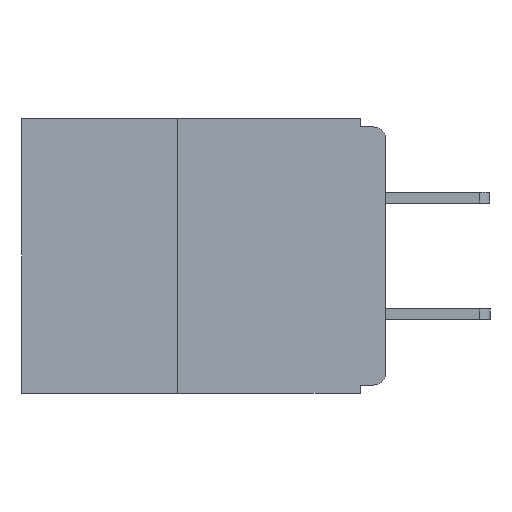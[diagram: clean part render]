
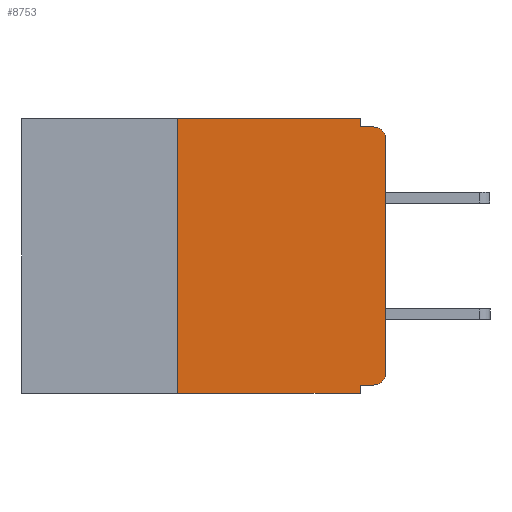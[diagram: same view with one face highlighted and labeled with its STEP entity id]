
A CAD part, left-side view. The second image highlights one B-rep face of the part: STEP entity #8753.
In plain terms, the highlighted planar face has unit normal (-1, 0, 0).
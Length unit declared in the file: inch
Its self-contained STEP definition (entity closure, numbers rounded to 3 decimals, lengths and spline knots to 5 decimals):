
#195 = EDGE_LOOP ( 'NONE', ( #21330, #7572, #3602, #22591, #21975, #1582, #2684, #12262, #7201, #16019 ) ) ;
#416 = LINE ( 'NONE', #6421, #10944 ) ;
#480 = VERTEX_POINT ( 'NONE', #2678 ) ;
#1116 = FACE_OUTER_BOUND ( 'NONE', #195, .T. ) ;
#1220 = VERTEX_POINT ( 'NONE', #5080 ) ;
#1315 = VECTOR ( 'NONE', #4655, 39.37008 ) ;
#1391 = CARTESIAN_POINT ( 'NONE',  ( 0., 0.437, 0. ) ) ;
#1582 = ORIENTED_EDGE ( 'NONE', *, *, #11825, .F. ) ;
#1949 = DIRECTION ( 'NONE',  ( 0., 0., -1. ) ) ;
#1971 = VERTEX_POINT ( 'NONE', #14635 ) ;
#2354 = EDGE_CURVE ( 'NONE', #1971, #1220, #11076, .T. ) ;
#2645 = DIRECTION ( 'NONE',  ( 0., 0., -1. ) ) ;
#2678 = CARTESIAN_POINT ( 'NONE',  ( 0., 0.015, -0.01 ) ) ;
#2684 = ORIENTED_EDGE ( 'NONE', *, *, #24495, .T. ) ;
#3165 = CARTESIAN_POINT ( 'NONE',  ( 0., 0.031, 0. ) ) ;
#3202 = LINE ( 'NONE', #8507, #1315 ) ;
#3373 = CARTESIAN_POINT ( 'NONE',  ( 0., 0., -0.025 ) ) ;
#3602 = ORIENTED_EDGE ( 'NONE', *, *, #12757, .F. ) ;
#4285 = VERTEX_POINT ( 'NONE', #15579 ) ;
#4438 = LINE ( 'NONE', #14039, #19393 ) ;
#4572 = CARTESIAN_POINT ( 'NONE',  ( 0., 0.25, -0.33 ) ) ;
#4655 = DIRECTION ( 'NONE',  ( 0., 0., 1. ) ) ;
#5080 = CARTESIAN_POINT ( 'NONE',  ( 0., 0.031, -0.01 ) ) ;
#5402 = EDGE_CURVE ( 'NONE', #18399, #13347, #23206, .T. ) ;
#5439 = DIRECTION ( 'NONE',  ( -1., 0., 0. ) ) ;
#5539 = CARTESIAN_POINT ( 'NONE',  ( 0., 0., -0.305 ) ) ;
#6421 = CARTESIAN_POINT ( 'NONE',  ( 0., 0., -0.01 ) ) ;
#7201 = ORIENTED_EDGE ( 'NONE', *, *, #5402, .F. ) ;
#7202 = VECTOR ( 'NONE', #8491, 39.37008 ) ;
#7300 = CARTESIAN_POINT ( 'NONE',  ( 0., 0.015, -0.32 ) ) ;
#7572 = ORIENTED_EDGE ( 'NONE', *, *, #15024, .T. ) ;
#8111 = DIRECTION ( 'NONE',  ( 0., 0., -1. ) ) ;
#8491 = DIRECTION ( 'NONE',  ( 0., 1., 0. ) ) ;
#8507 = CARTESIAN_POINT ( 'NONE',  ( 0., 0.25, -0.33 ) ) ;
#8553 = CARTESIAN_POINT ( 'NONE',  ( 0., 0., -0.32 ) ) ;
#8753 = ADVANCED_FACE ( 'NONE', ( #1116 ), #9366, .F. ) ;
#8810 = VERTEX_POINT ( 'NONE', #5539 ) ;
#8975 = AXIS2_PLACEMENT_3D ( 'NONE', #1391, #22779, #11350 ) ;
#9366 = PLANE ( 'NONE',  #8975 ) ;
#9429 = CARTESIAN_POINT ( 'NONE',  ( 0., 0.25, 0. ) ) ;
#9539 = VERTEX_POINT ( 'NONE', #9429 ) ;
#10331 = CARTESIAN_POINT ( 'NONE',  ( 0., 0.031, -0.32 ) ) ;
#10944 = VECTOR ( 'NONE', #20056, 39.37008 ) ;
#11076 = LINE ( 'NONE', #3165, #15657 ) ;
#11350 = DIRECTION ( 'NONE',  ( 0., 0., -1. ) ) ;
#11825 = EDGE_CURVE ( 'NONE', #20547, #9539, #3202, .T. ) ;
#12262 = ORIENTED_EDGE ( 'NONE', *, *, #13275, .F. ) ;
#12353 = DIRECTION ( 'NONE',  ( 0., 0., 1. ) ) ;
#12747 = EDGE_CURVE ( 'NONE', #8810, #23461, #16731, .T. ) ;
#12757 = EDGE_CURVE ( 'NONE', #1220, #480, #416, .T. ) ;
#13275 = EDGE_CURVE ( 'NONE', #13347, #4285, #4438, .T. ) ;
#13347 = VERTEX_POINT ( 'NONE', #10331 ) ;
#13791 = DIRECTION ( 'NONE',  ( -1., 0., 0. ) ) ;
#13985 = LINE ( 'NONE', #21996, #23423 ) ;
#14039 = CARTESIAN_POINT ( 'NONE',  ( 0., 0.031, -0.33 ) ) ;
#14248 = CARTESIAN_POINT ( 'NONE',  ( 0., 0.437, -0.33 ) ) ;
#14625 = EDGE_CURVE ( 'NONE', #9539, #1971, #13985, .T. ) ;
#14635 = CARTESIAN_POINT ( 'NONE',  ( 0., 0.031, 0. ) ) ;
#14922 = AXIS2_PLACEMENT_3D ( 'NONE', #17183, #5439, #19096 ) ;
#15024 = EDGE_CURVE ( 'NONE', #23461, #480, #23989, .T. ) ;
#15579 = CARTESIAN_POINT ( 'NONE',  ( 0., 0.031, -0.33 ) ) ;
#15657 = VECTOR ( 'NONE', #2645, 39.37008 ) ;
#15984 = CIRCLE ( 'NONE', #14922, 0.015 ) ;
#16019 = ORIENTED_EDGE ( 'NONE', *, *, #24222, .T. ) ;
#16126 = VECTOR ( 'NONE', #12353, 39.37008 ) ;
#16731 = LINE ( 'NONE', #23699, #16126 ) ;
#17183 = CARTESIAN_POINT ( 'NONE',  ( 0., 0.015, -0.305 ) ) ;
#17366 = VECTOR ( 'NONE', #18078, 39.37008 ) ;
#18078 = DIRECTION ( 'NONE',  ( 0., -1., 0. ) ) ;
#18399 = VERTEX_POINT ( 'NONE', #7300 ) ;
#19096 = DIRECTION ( 'NONE',  ( 0., 0., -1. ) ) ;
#19393 = VECTOR ( 'NONE', #8111, 39.37008 ) ;
#20056 = DIRECTION ( 'NONE',  ( 0., -1., 0. ) ) ;
#20547 = VERTEX_POINT ( 'NONE', #4572 ) ;
#21330 = ORIENTED_EDGE ( 'NONE', *, *, #12747, .T. ) ;
#21975 = ORIENTED_EDGE ( 'NONE', *, *, #14625, .F. ) ;
#21996 = CARTESIAN_POINT ( 'NONE',  ( 0., 0.437, 0. ) ) ;
#22500 = AXIS2_PLACEMENT_3D ( 'NONE', #25075, #13791, #1949 ) ;
#22591 = ORIENTED_EDGE ( 'NONE', *, *, #2354, .F. ) ;
#22779 = DIRECTION ( 'NONE',  ( 1., 0., 0. ) ) ;
#22951 = LINE ( 'NONE', #14248, #17366 ) ;
#23206 = LINE ( 'NONE', #8553, #7202 ) ;
#23423 = VECTOR ( 'NONE', #23872, 39.37008 ) ;
#23461 = VERTEX_POINT ( 'NONE', #3373 ) ;
#23699 = CARTESIAN_POINT ( 'NONE',  ( 0., 0., 0. ) ) ;
#23872 = DIRECTION ( 'NONE',  ( 0., -1., 0. ) ) ;
#23989 = CIRCLE ( 'NONE', #22500, 0.015 ) ;
#24222 = EDGE_CURVE ( 'NONE', #18399, #8810, #15984, .T. ) ;
#24495 = EDGE_CURVE ( 'NONE', #20547, #4285, #22951, .T. ) ;
#25075 = CARTESIAN_POINT ( 'NONE',  ( 0., 0.015, -0.025 ) ) ;
